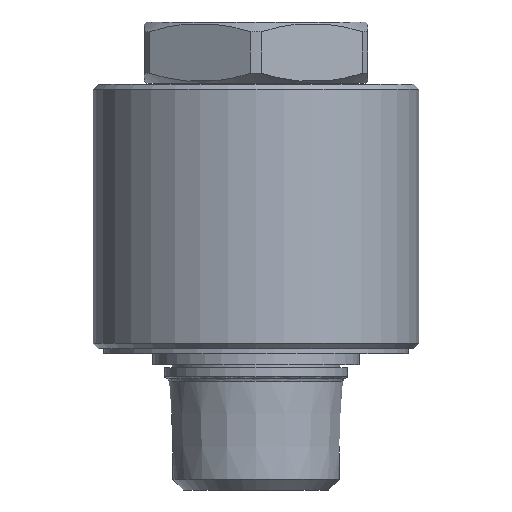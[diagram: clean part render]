
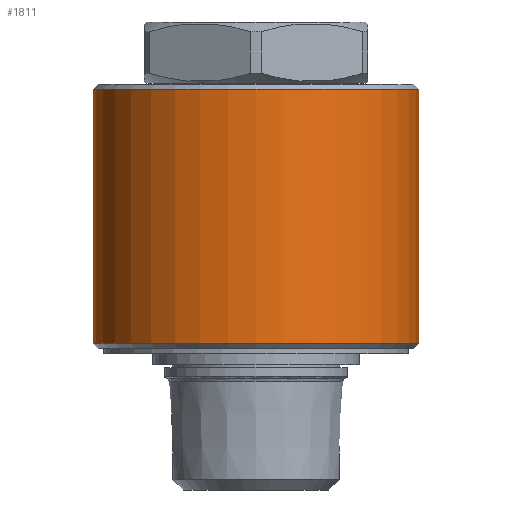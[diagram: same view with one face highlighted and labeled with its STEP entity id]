
A CAD part, left-side view. The second image highlights one B-rep face of the part: STEP entity #1811.
In plain terms, the highlighted cylindrical face has radius 16 mm (diameter 32 mm), a partial arc.
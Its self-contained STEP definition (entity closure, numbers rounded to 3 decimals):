
#131=LINE('',#2972,#235);
#148=LINE('',#3010,#252);
#235=VECTOR('',#2382,10.);
#252=VECTOR('',#2433,10.);
#298=CYLINDRICAL_SURFACE('',#2001,16.);
#487=FACE_OUTER_BOUND('',#595,.T.);
#595=EDGE_LOOP('',(#1480,#1481,#1482,#1483));
#703=CIRCLE('',#1964,16.);
#712=CIRCLE('',#1996,16.);
#847=VERTEX_POINT('',#2913);
#849=VERTEX_POINT('',#2919);
#862=VERTEX_POINT('',#2971);
#866=VERTEX_POINT('',#2998);
#1046=EDGE_CURVE('',#849,#847,#703,.T.);
#1071=EDGE_CURVE('',#847,#862,#131,.T.);
#1087=EDGE_CURVE('',#862,#866,#712,.T.);
#1091=EDGE_CURVE('',#849,#866,#148,.T.);
#1480=ORIENTED_EDGE('',*,*,#1046,.F.);
#1481=ORIENTED_EDGE('',*,*,#1091,.T.);
#1482=ORIENTED_EDGE('',*,*,#1087,.F.);
#1483=ORIENTED_EDGE('',*,*,#1071,.F.);
#1811=ADVANCED_FACE('',(#487),#298,.T.);
#1964=AXIS2_PLACEMENT_3D('',#2921,#2324,#2325);
#1996=AXIS2_PLACEMENT_3D('',#3002,#2420,#2421);
#2001=AXIS2_PLACEMENT_3D('',#3011,#2434,#2435);
#2324=DIRECTION('center_axis',(0.,0.,
1.));
#2325=DIRECTION('ref_axis',(0.,1.,0.));
#2382=DIRECTION('',(0.,0.,-1.));
#2420=DIRECTION('center_axis',(0.,0.,
-1.));
#2421=DIRECTION('ref_axis',(0.,1.,0.));
#2433=DIRECTION('',(0.,0.,-1.));
#2434=DIRECTION('center_axis',(0.,0.,
-1.));
#2435=DIRECTION('ref_axis',(0.,1.,0.));
#2913=CARTESIAN_POINT('',(0.,-16.,39.4));
#2919=CARTESIAN_POINT('',(0.,16.,39.4));
#2921=CARTESIAN_POINT('Origin',(0.,0.,
39.4));
#2971=CARTESIAN_POINT('',(0.,-16.,14.4));
#2972=CARTESIAN_POINT('',(0.,-16.,39.9));
#2998=CARTESIAN_POINT('',(0.,16.,14.4));
#3002=CARTESIAN_POINT('Origin',(0.,0.,
14.4));
#3010=CARTESIAN_POINT('',(0.,16.,39.9));
#3011=CARTESIAN_POINT('Origin',(0.,0.,39.9));
